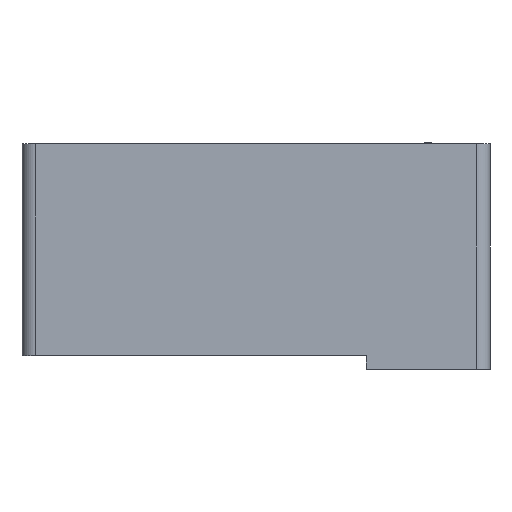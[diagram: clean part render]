
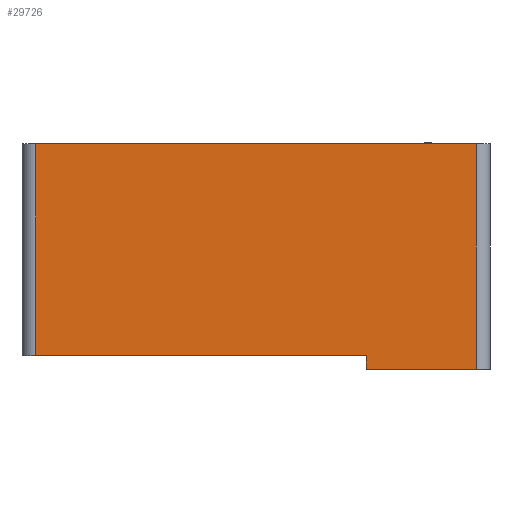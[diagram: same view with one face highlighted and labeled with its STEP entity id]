
A CAD part, left-side view. The second image highlights one B-rep face of the part: STEP entity #29726.
In plain terms, the highlighted planar face has unit normal (-1, 0, 0).
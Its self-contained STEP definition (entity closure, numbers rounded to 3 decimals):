
#1089 = ORIENTED_EDGE ( 'NONE', *, *, #10147, .F. ) ;
#1140 = CARTESIAN_POINT ( 'NONE',  ( -122.5, 165., 82. ) ) ;
#3876 = LINE ( 'NONE', #19791, #26827 ) ;
#4115 = LINE ( 'NONE', #15117, #22503 ) ;
#4291 = DIRECTION ( 'NONE',  ( 0., 0., -1. ) ) ;
#5917 = CARTESIAN_POINT ( 'NONE',  ( -122.5, 165., 5. ) ) ;
#6595 = ORIENTED_EDGE ( 'NONE', *, *, #17369, .F. ) ;
#6834 = VERTEX_POINT ( 'NONE', #23501 ) ;
#7352 = EDGE_CURVE ( 'NONE', #6834, #22964, #20656, .T. ) ;
#9167 = PLANE ( 'NONE',  #26256 ) ;
#9605 = VECTOR ( 'NONE', #19544, 1000. ) ;
#9846 = CARTESIAN_POINT ( 'NONE',  ( -122.5, 0., 0. ) ) ;
#10147 = EDGE_CURVE ( 'NONE', #31014, #6834, #4115, .T. ) ;
#10721 = ORIENTED_EDGE ( 'NONE', *, *, #24259, .T. ) ;
#11246 = CARTESIAN_POINT ( 'NONE',  ( -122.5, 0., 82. ) ) ;
#11287 = VERTEX_POINT ( 'NONE', #21883 ) ;
#11696 = LINE ( 'NONE', #27598, #18089 ) ;
#12212 = CARTESIAN_POINT ( 'NONE',  ( -122.5, 5., 82. ) ) ;
#13371 = EDGE_LOOP ( 'NONE', ( #32504, #1089, #6595, #20109, #10721, #26991 ) ) ;
#14916 = DIRECTION ( 'NONE',  ( 0., 1., 0. ) ) ;
#15088 = CARTESIAN_POINT ( 'NONE',  ( -122.5, 0., 82. ) ) ;
#15117 = CARTESIAN_POINT ( 'NONE',  ( -122.5, 5., 82. ) ) ;
#15164 = CARTESIAN_POINT ( 'NONE',  ( -122.5, 45., 0. ) ) ;
#15532 = DIRECTION ( 'NONE',  ( 0., 0., 1. ) ) ;
#17369 = EDGE_CURVE ( 'NONE', #18817, #31014, #19715, .T. ) ;
#18089 = VECTOR ( 'NONE', #27944, 1000. ) ;
#18817 = VERTEX_POINT ( 'NONE', #1140 ) ;
#19039 = VECTOR ( 'NONE', #29474, 1000. ) ;
#19544 = DIRECTION ( 'NONE',  ( 0., -1., 0. ) ) ;
#19715 = LINE ( 'NONE', #11246, #9605 ) ;
#19791 = CARTESIAN_POINT ( 'NONE',  ( -122.5, 0., 5. ) ) ;
#19874 = VECTOR ( 'NONE', #15532, 1000. ) ;
#20109 = ORIENTED_EDGE ( 'NONE', *, *, #34645, .F. ) ;
#20501 = DIRECTION ( 'NONE',  ( 1., 0., 0. ) ) ;
#20656 = LINE ( 'NONE', #9846, #19039 ) ;
#21299 = CARTESIAN_POINT ( 'NONE',  ( -122.5, 45., 82. ) ) ;
#21883 = CARTESIAN_POINT ( 'NONE',  ( -122.5, 45., 5. ) ) ;
#22158 = DIRECTION ( 'NONE',  ( 0., -1., 0. ) ) ;
#22503 = VECTOR ( 'NONE', #4291, 1000. ) ;
#22676 = FACE_OUTER_BOUND ( 'NONE', #13371, .T. ) ;
#22951 = EDGE_CURVE ( 'NONE', #22964, #11287, #34985, .T. ) ;
#22964 = VERTEX_POINT ( 'NONE', #15164 ) ;
#23501 = CARTESIAN_POINT ( 'NONE',  ( -122.5, 5., 0. ) ) ;
#24237 = VERTEX_POINT ( 'NONE', #5917 ) ;
#24259 = EDGE_CURVE ( 'NONE', #24237, #11287, #3876, .T. ) ;
#26256 = AXIS2_PLACEMENT_3D ( 'NONE', #15088, #20501, #14916 ) ;
#26827 = VECTOR ( 'NONE', #22158, 1000. ) ;
#26991 = ORIENTED_EDGE ( 'NONE', *, *, #22951, .F. ) ;
#27598 = CARTESIAN_POINT ( 'NONE',  ( -122.5, 165., 82. ) ) ;
#27944 = DIRECTION ( 'NONE',  ( 0., 0., 1. ) ) ;
#29474 = DIRECTION ( 'NONE',  ( 0., 1., 0. ) ) ;
#29726 = ADVANCED_FACE ( 'NONE', ( #22676 ), #9167, .F. ) ;
#31014 = VERTEX_POINT ( 'NONE', #12212 ) ;
#32504 = ORIENTED_EDGE ( 'NONE', *, *, #7352, .F. ) ;
#34645 = EDGE_CURVE ( 'NONE', #24237, #18817, #11696, .T. ) ;
#34985 = LINE ( 'NONE', #21299, #19874 ) ;
